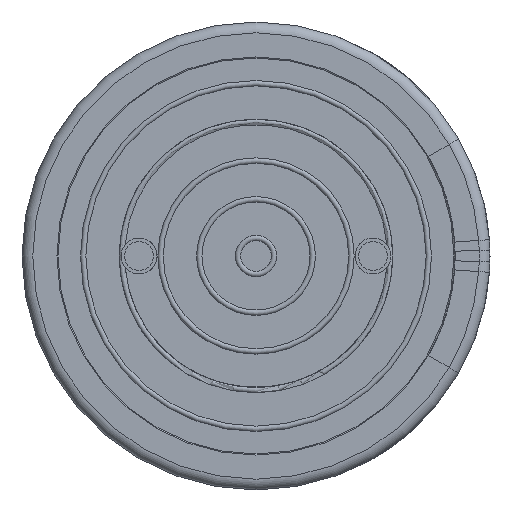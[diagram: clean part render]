
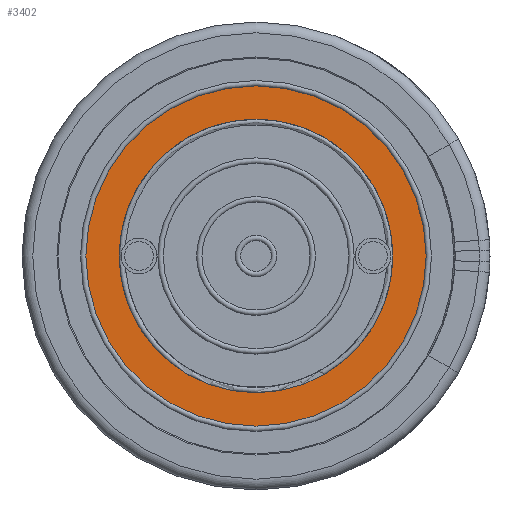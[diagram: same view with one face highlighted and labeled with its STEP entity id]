
A CAD part, front view. The second image highlights one B-rep face of the part: STEP entity #3402.
In plain terms, the highlighted planar face has unit normal (0, -1, 0).
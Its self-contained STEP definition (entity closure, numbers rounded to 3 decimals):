
#69=FACE_BOUND('',#522,.T.);
#250=PLANE('',#3780);
#372=FACE_OUTER_BOUND('',#521,.T.);
#521=EDGE_LOOP('',(#3059,#3060));
#522=EDGE_LOOP('',(#3061,#3062));
#1045=CIRCLE('',#3750,4.725);
#1046=CIRCLE('',#3751,4.725);
#1067=CIRCLE('',#3778,3.8);
#1068=CIRCLE('',#3779,3.8);
#1489=VERTEX_POINT('',#6843);
#1490=VERTEX_POINT('',#6844);
#1509=VERTEX_POINT('',#6895);
#1510=VERTEX_POINT('',#6896);
#2011=EDGE_CURVE('',#1489,#1490,#1045,.T.);
#2012=EDGE_CURVE('',#1490,#1489,#1046,.T.);
#2037=EDGE_CURVE('',#1509,#1510,#1067,.T.);
#2038=EDGE_CURVE('',#1510,#1509,#1068,.T.);
#3059=ORIENTED_EDGE('',*,*,#2011,.T.);
#3060=ORIENTED_EDGE('',*,*,#2012,.T.);
#3061=ORIENTED_EDGE('',*,*,#2037,.T.);
#3062=ORIENTED_EDGE('',*,*,#2038,.T.);
#3402=ADVANCED_FACE('',(#372,#69),#250,.T.);
#3750=AXIS2_PLACEMENT_3D('',#6845,#4562,#4563);
#3751=AXIS2_PLACEMENT_3D('',#6846,#4564,#4565);
#3778=AXIS2_PLACEMENT_3D('',#6897,#4622,#4623);
#3779=AXIS2_PLACEMENT_3D('',#6898,#4624,#4625);
#3780=AXIS2_PLACEMENT_3D('',#6900,#4627,#4628);
#4562=DIRECTION('center_axis',(0.,-1.,0.));
#4563=DIRECTION('ref_axis',(-1.,0.,0.));
#4564=DIRECTION('center_axis',(0.,-1.,0.));
#4565=DIRECTION('ref_axis',(-1.,0.,0.));
#4622=DIRECTION('center_axis',(0.,1.,0.));
#4623=DIRECTION('ref_axis',(-1.,0.,0.));
#4624=DIRECTION('center_axis',(0.,1.,0.));
#4625=DIRECTION('ref_axis',(-1.,0.,0.));
#4627=DIRECTION('center_axis',(0.,-1.,0.));
#4628=DIRECTION('ref_axis',(0.,0.,-1.));
#6843=CARTESIAN_POINT('',(-4.725,0.1,0.));
#6844=CARTESIAN_POINT('',(4.725,0.1,0.));
#6845=CARTESIAN_POINT('Origin',(0.,0.1,0.));
#6846=CARTESIAN_POINT('Origin',(0.,0.1,0.));
#6895=CARTESIAN_POINT('',(-3.8,0.1,0.));
#6896=CARTESIAN_POINT('',(3.8,0.1,0.));
#6897=CARTESIAN_POINT('Origin',(0.,0.1,0.));
#6898=CARTESIAN_POINT('Origin',(0.,0.1,0.));
#6900=CARTESIAN_POINT('Origin',(0.,0.1,0.));
